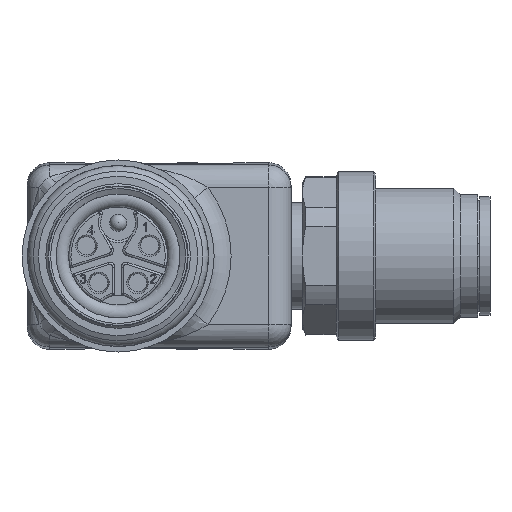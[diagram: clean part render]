
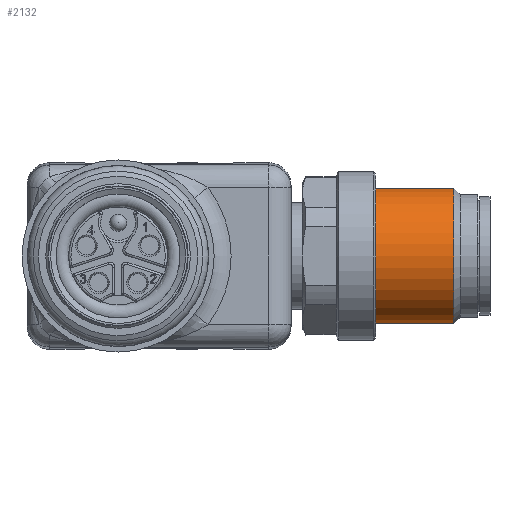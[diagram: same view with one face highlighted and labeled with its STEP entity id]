
A CAD part, front view. The second image highlights one B-rep face of the part: STEP entity #2132.
In plain terms, the highlighted cylindrical face has radius 6 mm (diameter 12 mm), a full revolution.
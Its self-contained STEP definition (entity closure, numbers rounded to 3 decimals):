
#2132=ADVANCED_FACE('',(#2601,#2602),#2471,.T.);
#2471=CYLINDRICAL_SURFACE('',#8148,6.);
#2601=FACE_BOUND('',#2956,.T.);
#2602=FACE_BOUND('',#2957,.T.);
#2956=EDGE_LOOP('',(#4270));
#2957=EDGE_LOOP('',(#4271));
#4270=ORIENTED_EDGE('',*,*,#6684,.F.);
#4271=ORIENTED_EDGE('',*,*,#6683,.T.);
#5798=VERTEX_POINT('',#14186);
#5799=VERTEX_POINT('',#14189);
#6683=EDGE_CURVE('',#5798,#5798,#7513,.T.);
#6684=EDGE_CURVE('',#5799,#5799,#7514,.T.);
#7513=CIRCLE('',#8145,6.);
#7514=CIRCLE('',#8147,6.);
#8145=AXIS2_PLACEMENT_3D('',#14185,#9539,#9540);
#8147=AXIS2_PLACEMENT_3D('',#14188,#9543,#9544);
#8148=AXIS2_PLACEMENT_3D('',#14190,#9545,#9546);
#9539=DIRECTION('',(1.,0.,0.));
#9540=DIRECTION('',(0.,-1.,0.));
#9543=DIRECTION('',(1.,0.,0.));
#9544=DIRECTION('',(0.,-1.,0.));
#9545=DIRECTION('',(1.,0.,0.));
#9546=DIRECTION('',(0.,1.,0.));
#14185=CARTESIAN_POINT('',(22.8,21.789,0.));
#14186=CARTESIAN_POINT('',(22.8,15.789,0.));
#14188=CARTESIAN_POINT('',(29.7,21.789,0.));
#14189=CARTESIAN_POINT('',(29.7,15.789,0.));
#14190=CARTESIAN_POINT('',(31.8,21.789,0.));
